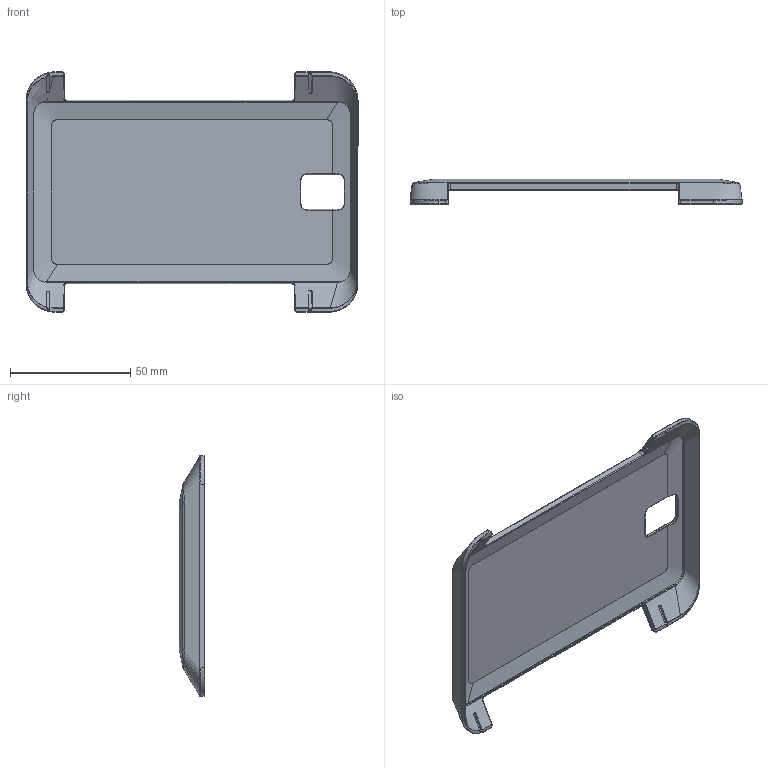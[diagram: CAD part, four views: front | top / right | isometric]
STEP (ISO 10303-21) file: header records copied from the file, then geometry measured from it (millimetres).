
FILE_DESCRIPTION (( 'STEP AP214' ), '1' );
FILE_NAME ('276-4810-030 Rev9.STEP', '2018-04-03T18:06:09', ( '' ), ( '' ), 'SwSTEP 2.0', 'SolidWorks 2017', '' );
FILE_SCHEMA (( 'AUTOMOTIVE_DESIGN' ));
Length unit declared in the file: millimetre
Products named in the file (3): 276-4810-030 Rev9; 276-4810-031 Rev9; 276-4810-032 Rev13
Assembly tree (5 placements, depth 2):
  276-4810-030 Rev9
    276-4810-031 Rev9
    276-4810-032 Rev13  x4
Bounding box: 137.92 x 10.63 x 99.82 mm (x, y, z)
Volume: 26613.9 mm3; surface area: 26901.9 mm2
Topology: 5 solids, 5 shells, 437 faces, 1205 edges, 764 vertices
Faces by surface type: plane 175, bspline 156, cylinder 88, torus 12, sphere 4, cone 2
Entity records: 22959 total; most frequent: CARTESIAN_POINT 14285, ORIENTED_EDGE 2150, DIRECTION 1327, EDGE_CURVE 1075, VERTEX_POINT 680, LINE 449, VECTOR 449, AXIS2_PLACEMENT_3D 439
